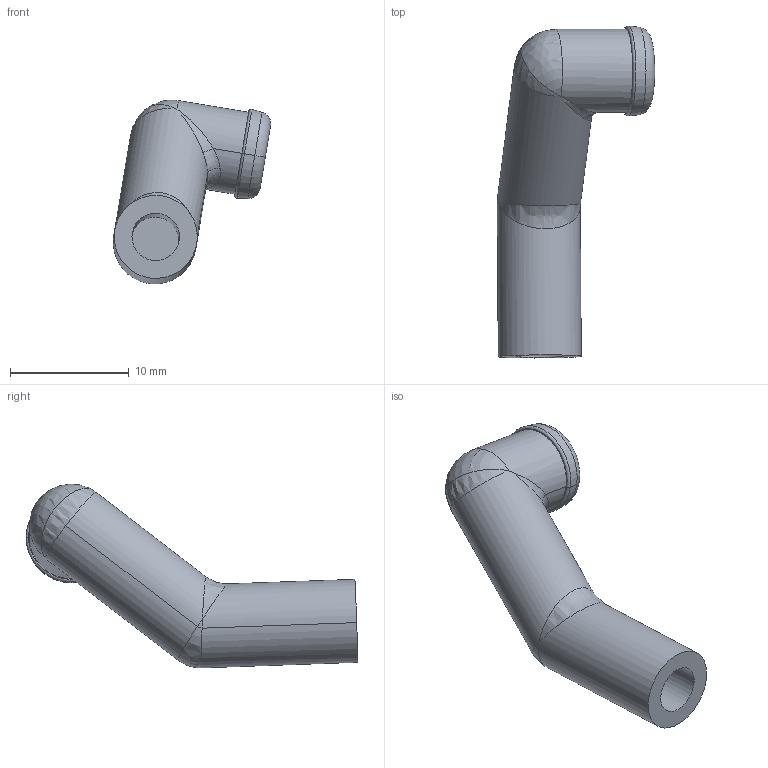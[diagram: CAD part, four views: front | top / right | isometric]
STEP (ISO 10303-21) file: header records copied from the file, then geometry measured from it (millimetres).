
FILE_DESCRIPTION(('CATIA V5 STEP Exchange'),'2;1');
FILE_NAME('mina dreapta.stp','2010-11-04T22:20:20+00:00',('none'),('none'),'CATIA Version 5 Release 19 SP 2 (IN-10)','CATIA V5 STEP AP203','none');
FILE_SCHEMA(('CONFIG_CONTROL_DESIGN'));
Length unit declared in the file: millimetre
Products named in the file (1): mina dreapta
Bounding box: 13.26 x 27.95 x 15.48 mm (x, y, z)
Volume: 1189.4 mm3; surface area: 987.3 mm2
Topology: 1 solids, 1 shells, 30 faces, 69 edges, 34 vertices
Faces by surface type: cylinder 8, bspline 7, plane 5, cone 4, torus 4, sphere 2
Entity records: 1231 total; most frequent: CARTESIAN_POINT 659, ORIENTED_EDGE 118, DIRECTION 75, EDGE_CURVE 59, AXIS2_PLACEMENT_3D 47, VERTEX_POINT 34, EDGE_LOOP 33, ADVANCED_FACE 30
